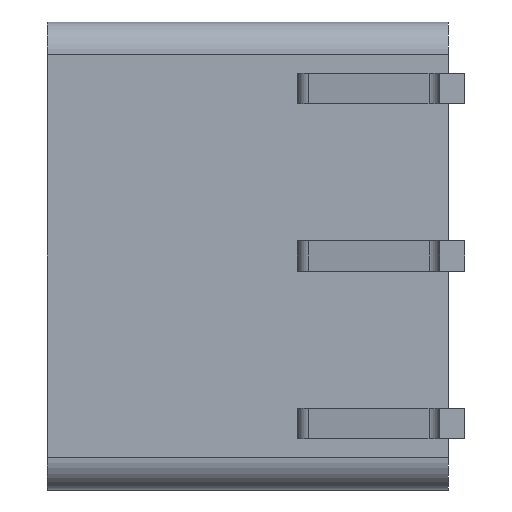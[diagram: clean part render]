
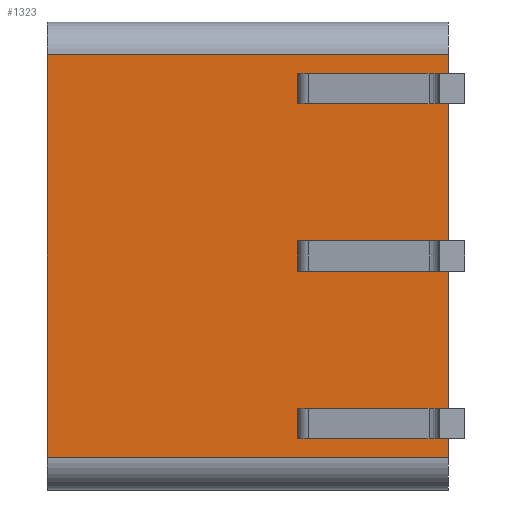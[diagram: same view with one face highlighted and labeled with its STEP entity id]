
A CAD part, left-side view. The second image highlights one B-rep face of the part: STEP entity #1323.
In plain terms, the highlighted planar face has unit normal (-1, 0, 0).
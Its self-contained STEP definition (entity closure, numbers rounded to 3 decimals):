
#33=DIRECTION('',(0.,0.,1.));
#34=VECTOR('',#33,6.1);
#35=CARTESIAN_POINT('',(-3.55,0.,-3.05));
#36=LINE('',#35,#34);
#37=DIRECTION('',(0.,-1.,0.));
#38=VECTOR('',#37,6.09);
#39=CARTESIAN_POINT('',(-3.55,6.09,3.05));
#40=LINE('',#39,#38);
#41=DIRECTION('',(0.,-1.,0.));
#42=VECTOR('',#41,6.09);
#43=CARTESIAN_POINT('',(-3.55,6.09,-3.05));
#44=LINE('',#43,#42);
#45=DIRECTION('',(0.,0.,1.));
#46=VECTOR('',#45,0.46);
#47=CARTESIAN_POINT('',(-3.55,1.911,2.31));
#48=LINE('',#47,#46);
#49=DIRECTION('',(0.,1.,0.));
#50=VECTOR('',#49,0.38);
#51=CARTESIAN_POINT('',(-3.55,1.911,2.77));
#52=LINE('',#51,#50);
#53=DIRECTION('',(0.,0.,1.));
#54=VECTOR('',#53,0.46);
#55=CARTESIAN_POINT('',(-3.55,2.291,2.31));
#56=LINE('',#55,#54);
#57=DIRECTION('',(0.,1.,0.));
#58=VECTOR('',#57,0.38);
#59=CARTESIAN_POINT('',(-3.55,1.911,2.31));
#60=LINE('',#59,#58);
#61=DIRECTION('',(0.,0.,1.));
#62=VECTOR('',#61,0.46);
#63=CARTESIAN_POINT('',(-3.55,1.911,-0.23));
#64=LINE('',#63,#62);
#65=DIRECTION('',(0.,1.,0.));
#66=VECTOR('',#65,0.38);
#67=CARTESIAN_POINT('',(-3.55,1.911,0.23));
#68=LINE('',#67,#66);
#69=DIRECTION('',(0.,0.,1.));
#70=VECTOR('',#69,0.46);
#71=CARTESIAN_POINT('',(-3.55,2.291,-0.23));
#72=LINE('',#71,#70);
#73=DIRECTION('',(0.,1.,0.));
#74=VECTOR('',#73,0.38);
#75=CARTESIAN_POINT('',(-3.55,1.911,-0.23));
#76=LINE('',#75,#74);
#77=DIRECTION('',(0.,0.,1.));
#78=VECTOR('',#77,0.46);
#79=CARTESIAN_POINT('',(-3.55,1.911,-2.77));
#80=LINE('',#79,#78);
#81=DIRECTION('',(0.,1.,0.));
#82=VECTOR('',#81,0.38);
#83=CARTESIAN_POINT('',(-3.55,1.911,-2.31));
#84=LINE('',#83,#82);
#85=DIRECTION('',(0.,0.,1.));
#86=VECTOR('',#85,0.46);
#87=CARTESIAN_POINT('',(-3.55,2.291,-2.77));
#88=LINE('',#87,#86);
#89=DIRECTION('',(0.,1.,0.));
#90=VECTOR('',#89,0.38);
#91=CARTESIAN_POINT('',(-3.55,1.911,-2.77));
#92=LINE('',#91,#90);
#170=DIRECTION('',(0.,0.,1.));
#171=VECTOR('',#170,6.1);
#172=CARTESIAN_POINT('',(-3.55,6.09,-3.05));
#173=LINE('',#172,#171);
#982=CARTESIAN_POINT('',(-3.55,0.,3.05));
#984=VERTEX_POINT('',#982);
#985=CARTESIAN_POINT('',(-3.55,6.09,3.05));
#986=VERTEX_POINT('',#985);
#989=CARTESIAN_POINT('',(-3.55,0.,-3.05));
#991=VERTEX_POINT('',#989);
#995=CARTESIAN_POINT('',(-3.55,6.09,-3.05));
#996=VERTEX_POINT('',#995);
#1021=CARTESIAN_POINT('',(-3.55,2.291,-0.23));
#1022=CARTESIAN_POINT('',(-3.55,2.291,0.23));
#1023=VERTEX_POINT('',#1021);
#1024=VERTEX_POINT('',#1022);
#1033=CARTESIAN_POINT('',(-3.55,2.291,2.31));
#1034=CARTESIAN_POINT('',(-3.55,2.291,2.77));
#1035=VERTEX_POINT('',#1033);
#1036=VERTEX_POINT('',#1034);
#1045=CARTESIAN_POINT('',(-3.55,2.291,-2.77));
#1046=CARTESIAN_POINT('',(-3.55,2.291,-2.31));
#1047=VERTEX_POINT('',#1045);
#1048=VERTEX_POINT('',#1046);
#1073=CARTESIAN_POINT('',(-3.55,1.911,2.31));
#1074=CARTESIAN_POINT('',(-3.55,1.911,2.77));
#1075=VERTEX_POINT('',#1073);
#1076=VERTEX_POINT('',#1074);
#1081=CARTESIAN_POINT('',(-3.55,1.911,-0.23));
#1082=CARTESIAN_POINT('',(-3.55,1.911,0.23));
#1083=VERTEX_POINT('',#1081);
#1084=VERTEX_POINT('',#1082);
#1089=CARTESIAN_POINT('',(-3.55,1.911,-2.77));
#1090=CARTESIAN_POINT('',(-3.55,1.911,-2.31));
#1091=VERTEX_POINT('',#1089);
#1092=VERTEX_POINT('',#1090);
#1280=CARTESIAN_POINT('',(-3.55,0.,-3.55));
#1281=DIRECTION('',(-1.,0.,0.));
#1282=DIRECTION('',(0.,0.,1.));
#1283=AXIS2_PLACEMENT_3D('',#1280,#1281,#1282);
#1284=PLANE('',#1283);
#1285=ORIENTED_EDGE('',*,*,#1271,.T.);
#1286=ORIENTED_EDGE('',*,*,#1260,.F.);
#1288=ORIENTED_EDGE('',*,*,#1287,.F.);
#1290=ORIENTED_EDGE('',*,*,#1289,.T.);
#1291=EDGE_LOOP('',(#1285,#1286,#1288,#1290));
#1292=FACE_OUTER_BOUND('',#1291,.F.);
#1294=ORIENTED_EDGE('',*,*,#1293,.T.);
#1296=ORIENTED_EDGE('',*,*,#1295,.T.);
#1298=ORIENTED_EDGE('',*,*,#1297,.F.);
#1300=ORIENTED_EDGE('',*,*,#1299,.F.);
#1301=EDGE_LOOP('',(#1294,#1296,#1298,#1300));
#1302=FACE_BOUND('',#1301,.F.);
#1304=ORIENTED_EDGE('',*,*,#1303,.T.);
#1306=ORIENTED_EDGE('',*,*,#1305,.T.);
#1308=ORIENTED_EDGE('',*,*,#1307,.F.);
#1310=ORIENTED_EDGE('',*,*,#1309,.F.);
#1311=EDGE_LOOP('',(#1304,#1306,#1308,#1310));
#1312=FACE_BOUND('',#1311,.F.);
#1314=ORIENTED_EDGE('',*,*,#1313,.T.);
#1316=ORIENTED_EDGE('',*,*,#1315,.T.);
#1318=ORIENTED_EDGE('',*,*,#1317,.F.);
#1320=ORIENTED_EDGE('',*,*,#1319,.F.);
#1321=EDGE_LOOP('',(#1314,#1316,#1318,#1320));
#1322=FACE_BOUND('',#1321,.F.);
#1260=EDGE_CURVE('',#991,#984,#36,.T.);
#1271=EDGE_CURVE('',#986,#984,#40,.T.);
#1287=EDGE_CURVE('',#996,#991,#44,.T.);
#1289=EDGE_CURVE('',#996,#986,#173,.T.);
#1293=EDGE_CURVE('',#1075,#1076,#48,.T.);
#1295=EDGE_CURVE('',#1076,#1036,#52,.T.);
#1297=EDGE_CURVE('',#1035,#1036,#56,.T.);
#1299=EDGE_CURVE('',#1075,#1035,#60,.T.);
#1303=EDGE_CURVE('',#1083,#1084,#64,.T.);
#1305=EDGE_CURVE('',#1084,#1024,#68,.T.);
#1307=EDGE_CURVE('',#1023,#1024,#72,.T.);
#1309=EDGE_CURVE('',#1083,#1023,#76,.T.);
#1313=EDGE_CURVE('',#1091,#1092,#80,.T.);
#1315=EDGE_CURVE('',#1092,#1048,#84,.T.);
#1317=EDGE_CURVE('',#1047,#1048,#88,.T.);
#1319=EDGE_CURVE('',#1091,#1047,#92,.T.);
#1323=ADVANCED_FACE('',(#1292,#1302,#1312,#1322),#1284,.T.);
